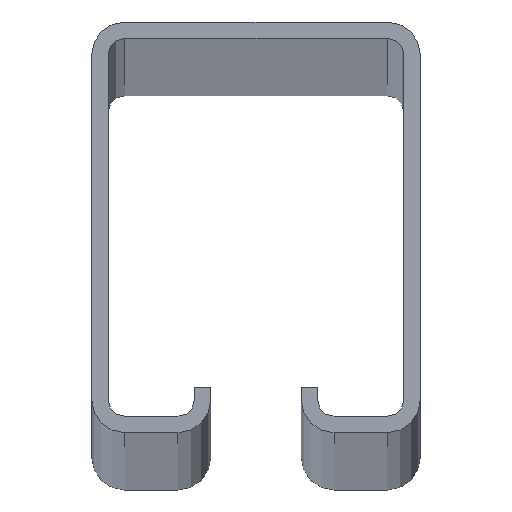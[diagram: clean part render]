
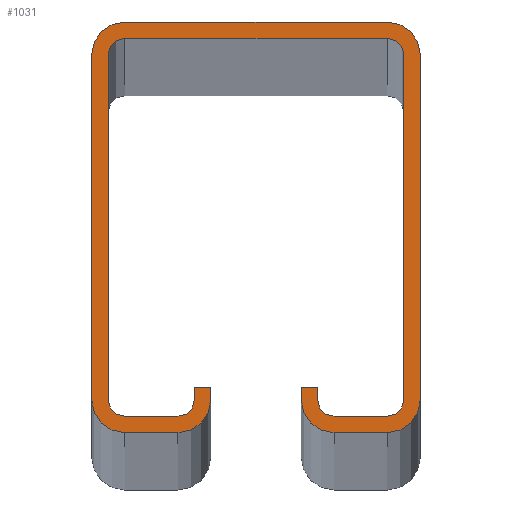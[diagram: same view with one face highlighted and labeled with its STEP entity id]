
A CAD part, top view. The second image highlights one B-rep face of the part: STEP entity #1031.
In plain terms, the highlighted planar face has unit normal (0, 0, 1).
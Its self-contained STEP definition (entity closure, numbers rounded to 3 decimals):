
#84=CARTESIAN_POINT('',(1.6,-18.726,4000.0));
#85=VERTEX_POINT('',#84);
#92=CARTESIAN_POINT('',(3.6,-16.726,4000.0));
#93=VERTEX_POINT('',#92);
#94=CARTESIAN_POINT('',(1.6,-16.726,4000.0));
#95=DIRECTION('',(0.0,0.0,1.0));
#96=DIRECTION('',(0.707,-0.707,0.0));
#97=AXIS2_PLACEMENT_3D('',#94,#95,#96);
#98=CIRCLE('',#97,2.);
#99=EDGE_CURVE('',#85,#93,#98,.T.);
#124=CARTESIAN_POINT('',(-4.9,-18.726,4000.0));
#125=VERTEX_POINT('',#124);
#132=CARTESIAN_POINT('',(-4.9,-18.726,4000.0));
#133=DIRECTION('',(1.0,0.0,0.0));
#134=VECTOR('',#133,6.5);
#135=LINE('',#132,#134);
#136=EDGE_CURVE('',#125,#85,#135,.T.);
#155=CARTESIAN_POINT('',(-6.9,-16.726,4000.0));
#156=VERTEX_POINT('',#155);
#163=CARTESIAN_POINT('',(-4.9,-16.726,4000.0));
#164=DIRECTION('',(0.0,0.0,1.));
#165=DIRECTION('',(-0.707,-0.707,0.0));
#166=AXIS2_PLACEMENT_3D('',#163,#164,#165);
#167=CIRCLE('',#166,2.0);
#168=EDGE_CURVE('',#156,#125,#167,.T.);
#188=CARTESIAN_POINT('',(-6.9,25.274,4000.0));
#189=VERTEX_POINT('',#188);
#196=CARTESIAN_POINT('',(-6.9,25.274,4000.0));
#197=DIRECTION('',(0.0,-1.0,0.0));
#198=VECTOR('',#197,42.0);
#199=LINE('',#196,#198);
#200=EDGE_CURVE('',#189,#156,#199,.T.);
#221=CARTESIAN_POINT('',(18.6,-16.726,4000.0));
#222=VERTEX_POINT('',#221);
#229=CARTESIAN_POINT('',(20.6,-18.726,4000.0));
#230=VERTEX_POINT('',#229);
#231=CARTESIAN_POINT('',(20.6,-16.726,4000.0));
#232=DIRECTION('',(0.0,0.0,1.0));
#233=DIRECTION('',(-0.707,-0.707,0.0));
#234=AXIS2_PLACEMENT_3D('',#231,#232,#233);
#235=CIRCLE('',#234,2.0);
#236=EDGE_CURVE('',#222,#230,#235,.T.);
#261=CARTESIAN_POINT('',(18.6,-15.226,4000.0));
#262=VERTEX_POINT('',#261);
#269=CARTESIAN_POINT('',(18.6,-15.226,4000.0));
#270=DIRECTION('',(0.0,-1.0,0.0));
#271=VECTOR('',#270,1.5);
#272=LINE('',#269,#271);
#273=EDGE_CURVE('',#262,#222,#272,.T.);
#294=CARTESIAN_POINT('',(27.1,-18.726,4000.0));
#295=VERTEX_POINT('',#294);
#302=CARTESIAN_POINT('',(29.1,-16.726,4000.0));
#303=VERTEX_POINT('',#302);
#304=CARTESIAN_POINT('',(27.1,-16.726,4000.0));
#305=DIRECTION('',(0.0,0.0,1.0));
#306=DIRECTION('',(0.707,-0.707,0.0));
#307=AXIS2_PLACEMENT_3D('',#304,#305,#306);
#308=CIRCLE('',#307,2.0);
#309=EDGE_CURVE('',#295,#303,#308,.T.);
#326=CARTESIAN_POINT('',(20.6,-18.726,4000.0));
#327=DIRECTION('',(1.0,0.0,0.0));
#328=VECTOR('',#327,6.5);
#329=LINE('',#326,#328);
#330=EDGE_CURVE('',#230,#295,#329,.T.);
#358=CARTESIAN_POINT('',(29.1,25.274,4000.0));
#359=VERTEX_POINT('',#358);
#366=CARTESIAN_POINT('',(27.1,27.274,4000.0));
#367=VERTEX_POINT('',#366);
#368=CARTESIAN_POINT('',(27.1,25.274,4000.0));
#369=DIRECTION('',(0.0,0.0,1.));
#370=DIRECTION('',(0.707,0.707,0.0));
#371=AXIS2_PLACEMENT_3D('',#368,#369,#370);
#372=CIRCLE('',#371,2.);
#373=EDGE_CURVE('',#359,#367,#372,.T.);
#390=CARTESIAN_POINT('',(29.1,-16.726,4000.0));
#391=DIRECTION('',(0.0,1.0,0.0));
#392=VECTOR('',#391,42.0);
#393=LINE('',#390,#392);
#394=EDGE_CURVE('',#303,#359,#393,.T.);
#420=CARTESIAN_POINT('',(-4.9,27.274,4000.0));
#421=VERTEX_POINT('',#420);
#428=CARTESIAN_POINT('',(-4.9,25.274,4000.0));
#429=DIRECTION('',(0.0,0.0,1.0));
#430=DIRECTION('',(-0.707,0.707,0.0));
#431=AXIS2_PLACEMENT_3D('',#428,#429,#430);
#432=CIRCLE('',#431,2.);
#433=EDGE_CURVE('',#421,#189,#432,.T.);
#445=CARTESIAN_POINT('',(27.1,27.274,4000.0));
#446=DIRECTION('',(-1.0,0.0,0.0));
#447=VECTOR('',#446,32.);
#448=LINE('',#445,#447);
#449=EDGE_CURVE('',#367,#421,#448,.T.);
#466=CARTESIAN_POINT('',(-4.9,-20.726,4000.0));
#467=VERTEX_POINT('',#466);
#468=CARTESIAN_POINT('',(-8.9,-16.726,4000.0));
#469=VERTEX_POINT('',#468);
#470=CARTESIAN_POINT('',(-4.9,-16.726,4000.0));
#471=DIRECTION('',(0.0,0.0,-1.0));
#472=DIRECTION('',(-0.707,-0.707,0.0));
#473=AXIS2_PLACEMENT_3D('',#470,#471,#472);
#474=CIRCLE('',#473,4.0);
#475=EDGE_CURVE('',#467,#469,#474,.T.);
#517=CARTESIAN_POINT('',(1.6,-20.726,4000.0));
#518=VERTEX_POINT('',#517);
#525=CARTESIAN_POINT('',(1.6,-20.726,4000.0));
#526=DIRECTION('',(-1.0,0.0,0.0));
#527=VECTOR('',#526,6.5);
#528=LINE('',#525,#527);
#529=EDGE_CURVE('',#518,#467,#528,.T.);
#674=CARTESIAN_POINT('',(5.6,-16.726,4000.0));
#675=VERTEX_POINT('',#674);
#676=CARTESIAN_POINT('',(1.6,-16.726,4000.0));
#677=DIRECTION('',(0.0,0.0,-1.0));
#678=DIRECTION('',(0.707,-0.707,0.0));
#679=AXIS2_PLACEMENT_3D('',#676,#677,#678);
#680=CIRCLE('',#679,4.);
#681=EDGE_CURVE('',#675,#518,#680,.T.);
#701=CARTESIAN_POINT('',(5.6,-15.226,4000.0));
#702=VERTEX_POINT('',#701);
#709=CARTESIAN_POINT('',(5.6,-15.226,4000.0));
#710=DIRECTION('',(0.0,-1.0,0.0));
#711=VECTOR('',#710,1.5);
#712=LINE('',#709,#711);
#713=EDGE_CURVE('',#702,#675,#712,.T.);
#723=CARTESIAN_POINT('',(20.6,-20.726,4000.0));
#724=VERTEX_POINT('',#723);
#725=CARTESIAN_POINT('',(16.6,-16.726,4000.0));
#726=VERTEX_POINT('',#725);
#727=CARTESIAN_POINT('',(20.6,-16.726,4000.0));
#728=DIRECTION('',(0.0,0.0,-1.));
#729=DIRECTION('',(-0.707,-0.707,0.0));
#730=AXIS2_PLACEMENT_3D('',#727,#728,#729);
#731=CIRCLE('',#730,4.);
#732=EDGE_CURVE('',#724,#726,#731,.T.);
#757=CARTESIAN_POINT('',(27.1,-20.726,4000.0));
#758=VERTEX_POINT('',#757);
#765=CARTESIAN_POINT('',(27.1,-20.726,4000.0));
#766=DIRECTION('',(-1.0,0.0,0.0));
#767=VECTOR('',#766,6.5);
#768=LINE('',#765,#767);
#769=EDGE_CURVE('',#758,#724,#768,.T.);
#779=CARTESIAN_POINT('',(31.1,-16.726,4000.0));
#780=VERTEX_POINT('',#779);
#781=CARTESIAN_POINT('',(27.1,-16.726,4000.0));
#782=DIRECTION('',(0.0,0.0,-1.0));
#783=DIRECTION('',(0.707,-0.707,0.0));
#784=AXIS2_PLACEMENT_3D('',#781,#782,#783);
#785=CIRCLE('',#784,4.0);
#786=EDGE_CURVE('',#780,#758,#785,.T.);
#806=CARTESIAN_POINT('',(31.1,25.274,4000.0));
#807=VERTEX_POINT('',#806);
#814=CARTESIAN_POINT('',(31.1,25.274,4000.0));
#815=DIRECTION('',(0.0,-1.0,0.0));
#816=VECTOR('',#815,42.);
#817=LINE('',#814,#816);
#818=EDGE_CURVE('',#807,#780,#817,.T.);
#828=CARTESIAN_POINT('',(27.1,29.274,4000.0));
#829=VERTEX_POINT('',#828);
#830=CARTESIAN_POINT('',(27.1,25.274,4000.0));
#831=DIRECTION('',(0.0,0.0,-1.0));
#832=DIRECTION('',(0.707,0.707,0.0));
#833=AXIS2_PLACEMENT_3D('',#830,#831,#832);
#834=CIRCLE('',#833,4.0);
#835=EDGE_CURVE('',#829,#807,#834,.T.);
#855=CARTESIAN_POINT('',(-4.9,29.274,4000.0));
#856=VERTEX_POINT('',#855);
#863=CARTESIAN_POINT('',(-4.9,29.274,4000.0));
#864=DIRECTION('',(1.0,0.0,0.0));
#865=VECTOR('',#864,32.0);
#866=LINE('',#863,#865);
#867=EDGE_CURVE('',#856,#829,#866,.T.);
#877=CARTESIAN_POINT('',(-8.9,25.274,4000.0));
#878=VERTEX_POINT('',#877);
#879=CARTESIAN_POINT('',(-4.9,25.274,4000.0));
#880=DIRECTION('',(0.0,0.0,-1.0));
#881=DIRECTION('',(-0.707,0.707,0.0));
#882=AXIS2_PLACEMENT_3D('',#879,#880,#881);
#883=CIRCLE('',#882,4.0);
#884=EDGE_CURVE('',#878,#856,#883,.T.);
#903=CARTESIAN_POINT('',(16.6,-15.226,4000.0));
#904=VERTEX_POINT('',#903);
#905=CARTESIAN_POINT('',(16.6,-16.726,4000.0));
#906=DIRECTION('',(0.0,1.0,0.0));
#907=VECTOR('',#906,1.5);
#908=LINE('',#905,#907);
#909=EDGE_CURVE('',#726,#904,#908,.T.);
#926=CARTESIAN_POINT('',(16.6,-15.226,4000.0));
#927=DIRECTION('',(1.0,0.0,0.0));
#928=VECTOR('',#927,2.0);
#929=LINE('',#926,#928);
#930=EDGE_CURVE('',#904,#262,#929,.T.);
#944=CARTESIAN_POINT('',(3.6,-15.226,4000.0));
#945=VERTEX_POINT('',#944);
#946=CARTESIAN_POINT('',(3.6,-16.726,4000.0));
#947=DIRECTION('',(0.0,1.0,0.0));
#948=VECTOR('',#947,1.5);
#949=LINE('',#946,#948);
#950=EDGE_CURVE('',#93,#945,#949,.T.);
#967=CARTESIAN_POINT('',(3.6,-15.226,4000.0));
#968=DIRECTION('',(1.0,0.0,0.0));
#969=VECTOR('',#968,2.0);
#970=LINE('',#967,#969);
#971=EDGE_CURVE('',#945,#702,#970,.T.);
#985=CARTESIAN_POINT('',(-8.9,-16.726,4000.0));
#986=DIRECTION('',(0.0,1.0,0.0));
#987=VECTOR('',#986,42.);
#988=LINE('',#985,#987);
#989=EDGE_CURVE('',#469,#878,#988,.T.);
#996=CARTESIAN_POINT('',(11.1,4.71,4000.0));
#997=DIRECTION('',(0.0,0.0,1.0));
#998=DIRECTION('',(1.0,0.0,0.0));
#999=AXIS2_PLACEMENT_3D('',#996,#997,#998);
#1000=PLANE('',#999);
#1001=ORIENTED_EDGE('',*,*,#475,.F.);
#1002=ORIENTED_EDGE('',*,*,#529,.F.);
#1003=ORIENTED_EDGE('',*,*,#681,.F.);
#1004=ORIENTED_EDGE('',*,*,#713,.F.);
#1005=ORIENTED_EDGE('',*,*,#971,.F.);
#1006=ORIENTED_EDGE('',*,*,#950,.F.);
#1007=ORIENTED_EDGE('',*,*,#99,.F.);
#1008=ORIENTED_EDGE('',*,*,#136,.F.);
#1009=ORIENTED_EDGE('',*,*,#168,.F.);
#1010=ORIENTED_EDGE('',*,*,#200,.F.);
#1011=ORIENTED_EDGE('',*,*,#433,.F.);
#1012=ORIENTED_EDGE('',*,*,#449,.F.);
#1013=ORIENTED_EDGE('',*,*,#373,.F.);
#1014=ORIENTED_EDGE('',*,*,#394,.F.);
#1015=ORIENTED_EDGE('',*,*,#309,.F.);
#1016=ORIENTED_EDGE('',*,*,#330,.F.);
#1017=ORIENTED_EDGE('',*,*,#236,.F.);
#1018=ORIENTED_EDGE('',*,*,#273,.F.);
#1019=ORIENTED_EDGE('',*,*,#930,.F.);
#1020=ORIENTED_EDGE('',*,*,#909,.F.);
#1021=ORIENTED_EDGE('',*,*,#732,.F.);
#1022=ORIENTED_EDGE('',*,*,#769,.F.);
#1023=ORIENTED_EDGE('',*,*,#786,.F.);
#1024=ORIENTED_EDGE('',*,*,#818,.F.);
#1025=ORIENTED_EDGE('',*,*,#835,.F.);
#1026=ORIENTED_EDGE('',*,*,#867,.F.);
#1027=ORIENTED_EDGE('',*,*,#884,.F.);
#1028=ORIENTED_EDGE('',*,*,#989,.F.);
#1029=EDGE_LOOP('',(#1001,#1002,#1003,#1004,#1005,#1006,#1007,#1008,#1009,#1010,#1011,#1012,#1013,#1014,#1015,#1016,#1017,#1018,#1019,#1020,#1021,#1022,#1023,#1024,#1025,#1026,#1027,#1028));
#1030=FACE_OUTER_BOUND('',#1029,.T.);
#1031=ADVANCED_FACE('',(#1030),#1000,.T.);
